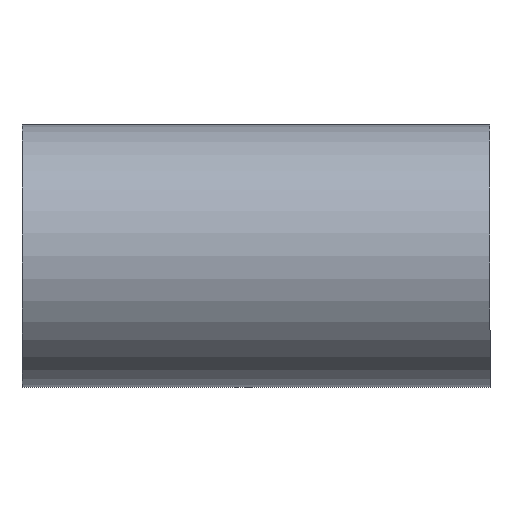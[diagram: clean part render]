
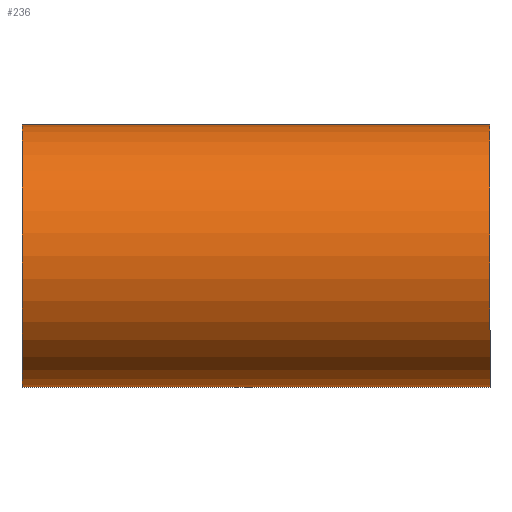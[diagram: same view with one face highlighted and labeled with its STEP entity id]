
A CAD part, top view. The second image highlights one B-rep face of the part: STEP entity #236.
In plain terms, the highlighted cylindrical face has radius 20.637 mm (diameter 41.275 mm), a partial arc.
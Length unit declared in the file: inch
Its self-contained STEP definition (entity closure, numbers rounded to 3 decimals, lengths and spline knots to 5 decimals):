
#27 = VECTOR ( 'NONE', #479, 39.37008 ) ;
#32 = DIRECTION ( 'NONE',  ( 1., 0., 0. ) ) ;
#39 = AXIS2_PLACEMENT_3D ( 'NONE', #429, #172, #324 ) ;
#59 = AXIS2_PLACEMENT_3D ( 'NONE', #651, #32, #175 ) ;
#67 = CARTESIAN_POINT ( 'NONE',  ( 0., -0.8125, 0. ) ) ;
#94 = CARTESIAN_POINT ( 'NONE',  ( 0., -0.8125, 0. ) ) ;
#119 = CIRCLE ( 'NONE', #59, 0.8125 ) ;
#172 = DIRECTION ( 'NONE',  ( 1., 0., 0. ) ) ;
#175 = DIRECTION ( 'NONE',  ( 0., 1., 0. ) ) ;
#176 = VERTEX_POINT ( 'NONE', #667 ) ;
#182 = DIRECTION ( 'NONE',  ( 1., 0., 0. ) ) ;
#197 = VERTEX_POINT ( 'NONE', #94 ) ;
#208 = VERTEX_POINT ( 'NONE', #321 ) ;
#236 = ADVANCED_FACE ( 'NONE', ( #369 ), #482, .T. ) ;
#241 = LINE ( 'NONE', #600, #489 ) ;
#244 = VERTEX_POINT ( 'NONE', #633 ) ;
#271 = ORIENTED_EDGE ( 'NONE', *, *, #338, .F. ) ;
#313 = EDGE_CURVE ( 'NONE', #176, #197, #533, .T. ) ;
#321 = CARTESIAN_POINT ( 'NONE',  ( -2.8937, 0.8125, 0. ) ) ;
#324 = DIRECTION ( 'NONE',  ( 0., 1., 0. ) ) ;
#333 = EDGE_LOOP ( 'NONE', ( #477, #581, #638, #271 ) ) ;
#338 = EDGE_CURVE ( 'NONE', #208, #244, #241, .T. ) ;
#365 = EDGE_CURVE ( 'NONE', #244, #197, #119, .T. ) ;
#369 = FACE_OUTER_BOUND ( 'NONE', #333, .T. ) ;
#391 = DIRECTION ( 'NONE',  ( 0., 1., 0. ) ) ;
#407 = EDGE_CURVE ( 'NONE', #208, #176, #526, .T. ) ;
#429 = CARTESIAN_POINT ( 'NONE',  ( 0., 0., 0. ) ) ;
#467 = AXIS2_PLACEMENT_3D ( 'NONE', #656, #182, #391 ) ;
#477 = ORIENTED_EDGE ( 'NONE', *, *, #407, .T. ) ;
#479 = DIRECTION ( 'NONE',  ( 1., 0., 0. ) ) ;
#482 = CYLINDRICAL_SURFACE ( 'NONE', #39, 0.8125 ) ;
#489 = VECTOR ( 'NONE', #494, 39.37008 ) ;
#494 = DIRECTION ( 'NONE',  ( 1., 0., 0. ) ) ;
#526 = CIRCLE ( 'NONE', #467, 0.8125 ) ;
#533 = LINE ( 'NONE', #67, #27 ) ;
#581 = ORIENTED_EDGE ( 'NONE', *, *, #313, .T. ) ;
#600 = CARTESIAN_POINT ( 'NONE',  ( 0., 0.8125, 0. ) ) ;
#633 = CARTESIAN_POINT ( 'NONE',  ( 0., 0.8125, 0. ) ) ;
#638 = ORIENTED_EDGE ( 'NONE', *, *, #365, .F. ) ;
#651 = CARTESIAN_POINT ( 'NONE',  ( 0., 0., 0. ) ) ;
#656 = CARTESIAN_POINT ( 'NONE',  ( -2.8937, 0., 0. ) ) ;
#667 = CARTESIAN_POINT ( 'NONE',  ( -2.8937, -0.8125, 0. ) ) ;
